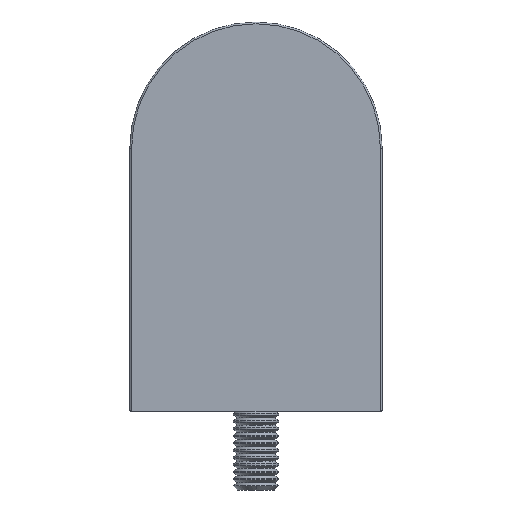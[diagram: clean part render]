
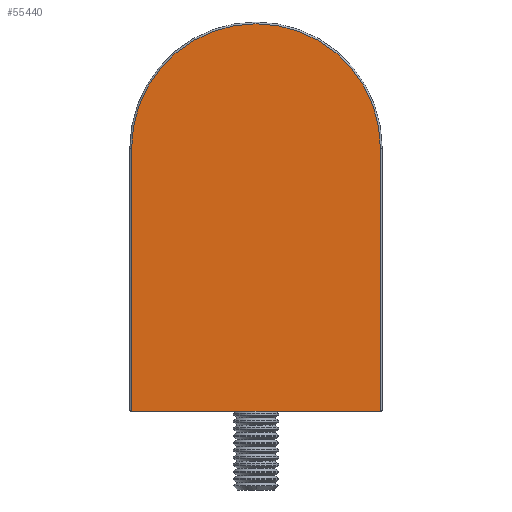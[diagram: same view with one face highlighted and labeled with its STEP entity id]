
A CAD part, left-side view. The second image highlights one B-rep face of the part: STEP entity #55440.
In plain terms, the highlighted planar face has unit normal (-1, 0, 0).
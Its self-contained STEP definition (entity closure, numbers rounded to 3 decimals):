
#3877 = DIRECTION ( 'NONE',  ( 0., -1., 0. ) ) ;
#4145 = EDGE_CURVE ( 'NONE', #19474, #44019, #27920, .T. ) ;
#5224 = ORIENTED_EDGE ( 'NONE', *, *, #9034, .T. ) ;
#6655 = CARTESIAN_POINT ( 'NONE',  ( 0., -13.8, 26. ) ) ;
#8171 = EDGE_LOOP ( 'NONE', ( #34215, #36310, #5224, #12371 ) ) ;
#8174 = CARTESIAN_POINT ( 'NONE',  ( 0., 13.8, 26. ) ) ;
#9034 = EDGE_CURVE ( 'NONE', #39708, #19474, #48897, .T. ) ;
#12371 = ORIENTED_EDGE ( 'NONE', *, *, #4145, .T. ) ;
#13425 = DIRECTION ( 'NONE',  ( 0., 0., -1. ) ) ;
#15015 = CARTESIAN_POINT ( 'NONE',  ( 0., 0., 26. ) ) ;
#16413 = VECTOR ( 'NONE', #19406, 1000. ) ;
#16724 = DIRECTION ( 'NONE',  ( -1., 0., 0. ) ) ;
#19406 = DIRECTION ( 'NONE',  ( 0., 0., 1. ) ) ;
#19474 = VERTEX_POINT ( 'NONE', #6655 ) ;
#20312 = LINE ( 'NONE', #38546, #52857 ) ;
#27920 = CIRCLE ( 'NONE', #51743, 13.8 ) ;
#28289 = CARTESIAN_POINT ( 'NONE',  ( 0., -13.8, 26. ) ) ;
#31958 = CARTESIAN_POINT ( 'NONE',  ( 0., -13.8, -3.193 ) ) ;
#32103 = FACE_OUTER_BOUND ( 'NONE', #8171, .T. ) ;
#32238 = DIRECTION ( 'NONE',  ( 0., 0., -1. ) ) ;
#34215 = ORIENTED_EDGE ( 'NONE', *, *, #43221, .T. ) ;
#36310 = ORIENTED_EDGE ( 'NONE', *, *, #39945, .T. ) ;
#38546 = CARTESIAN_POINT ( 'NONE',  ( 0., -14., -3.193 ) ) ;
#39708 = VERTEX_POINT ( 'NONE', #31958 ) ;
#39945 = EDGE_CURVE ( 'NONE', #49513, #39708, #20312, .T. ) ;
#40533 = VECTOR ( 'NONE', #13425, 1000. ) ;
#41257 = LINE ( 'NONE', #57510, #40533 ) ;
#41648 = PLANE ( 'NONE',  #54993 ) ;
#43221 = EDGE_CURVE ( 'NONE', #44019, #49513, #41257, .T. ) ;
#44019 = VERTEX_POINT ( 'NONE', #8174 ) ;
#45542 = CARTESIAN_POINT ( 'NONE',  ( 0., 13.8, -3.193 ) ) ;
#46591 = DIRECTION ( 'NONE',  ( 1., 0., 0. ) ) ;
#48897 = LINE ( 'NONE', #28289, #16413 ) ;
#49513 = VERTEX_POINT ( 'NONE', #45542 ) ;
#51743 = AXIS2_PLACEMENT_3D ( 'NONE', #53504, #16724, #57660 ) ;
#52857 = VECTOR ( 'NONE', #3877, 1000. ) ;
#53504 = CARTESIAN_POINT ( 'NONE',  ( 0., 0., 26. ) ) ;
#54993 = AXIS2_PLACEMENT_3D ( 'NONE', #15015, #46591, #32238 ) ;
#55440 = ADVANCED_FACE ( 'NONE', ( #32103 ), #41648, .F. ) ;
#57510 = CARTESIAN_POINT ( 'NONE',  ( 0., 13.8, 26. ) ) ;
#57660 = DIRECTION ( 'NONE',  ( 0., 0., -1. ) ) ;
